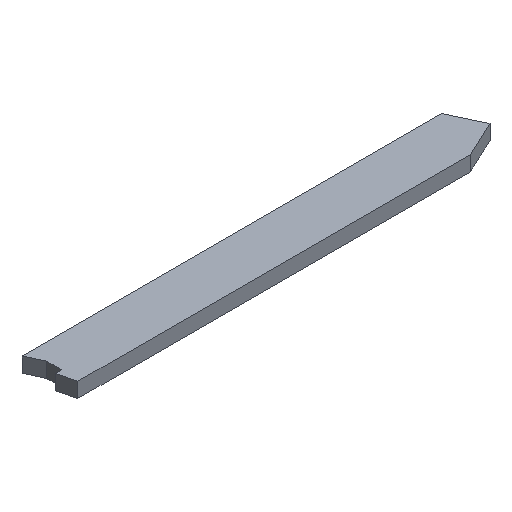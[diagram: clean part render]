
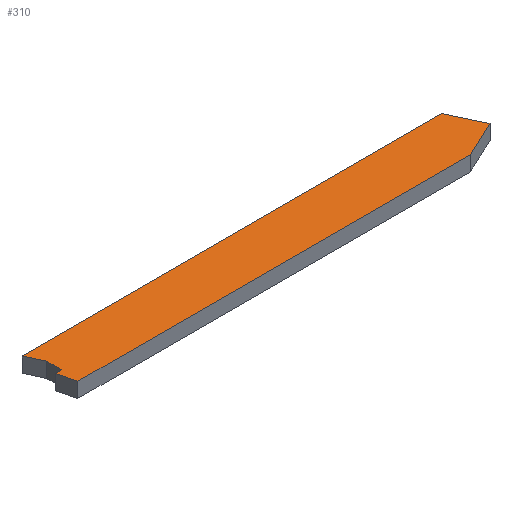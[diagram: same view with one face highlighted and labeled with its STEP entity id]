
A CAD part, isometric view. The second image highlights one B-rep face of the part: STEP entity #310.
In plain terms, the highlighted planar face has unit normal (0, 0, 1).
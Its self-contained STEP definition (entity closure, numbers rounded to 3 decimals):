
#42=CARTESIAN_POINT('Vertex',(0.,0.,6.)) ;
#56=CARTESIAN_POINT('Vertex',(157.462,0.,6.)) ;
#59=CARTESIAN_POINT('Line Origine',(78.731,0.,6.)) ;
#87=CARTESIAN_POINT('Vertex',(172.17,6.859,6.)) ;
#90=CARTESIAN_POINT('Line Origine',(164.816,3.429,6.)) ;
#118=CARTESIAN_POINT('Vertex',(166.042,20.,6.)) ;
#121=CARTESIAN_POINT('Line Origine',(169.106,13.429,6.)) ;
#149=CARTESIAN_POINT('Vertex',(-2.458,20.,6.)) ;
#152=CARTESIAN_POINT('Line Origine',(81.792,20.,6.)) ;
#180=CARTESIAN_POINT('Vertex',(0.695,13.239,6.)) ;
#183=CARTESIAN_POINT('Line Origine',(-0.881,16.619,6.)) ;
#211=CARTESIAN_POINT('Vertex',(0.695,7.239,6.)) ;
#214=CARTESIAN_POINT('Line Origine',(0.695,10.239,6.)) ;
#242=CARTESIAN_POINT('Vertex',(-1.805,7.239,6.)) ;
#245=CARTESIAN_POINT('Line Origine',(-0.555,7.239,6.)) ;
#267=CARTESIAN_POINT('Line Origine',(-0.902,3.619,6.)) ;
#295=CARTESIAN_POINT('Axis2P3D Location',(0.,0.,6.)) ;
#61=VECTOR('Line Direction',#60,1.) ;
#92=VECTOR('Line Direction',#91,1.) ;
#123=VECTOR('Line Direction',#122,1.) ;
#154=VECTOR('Line Direction',#153,1.) ;
#185=VECTOR('Line Direction',#184,1.) ;
#216=VECTOR('Line Direction',#215,1.) ;
#247=VECTOR('Line Direction',#246,1.) ;
#269=VECTOR('Line Direction',#268,1.) ;
#60=DIRECTION('Vector Direction',(1.,0.,0.)) ;
#91=DIRECTION('Vector Direction',(0.906,0.423,0.)) ;
#122=DIRECTION('Vector Direction',(-0.423,0.906,0.)) ;
#153=DIRECTION('Vector Direction',(-1.,0.,0.)) ;
#184=DIRECTION('Vector Direction',(-0.423,0.906,0.)) ;
#215=DIRECTION('Vector Direction',(0.,1.,0.)) ;
#246=DIRECTION('Vector Direction',(1.,0.,0.)) ;
#268=DIRECTION('Vector Direction',(-0.242,0.97,0.)) ;
#296=DIRECTION('Axis2P3D Direction',(0.,0.,1.)) ;
#297=DIRECTION('Axis2P3D XDirection',(1.,0.,0.)) ;
#298=AXIS2_PLACEMENT_3D('Plane Axis2P3D',#295,#296,#297) ;
#62=LINE('Line',#59,#61) ;
#93=LINE('Line',#90,#92) ;
#124=LINE('Line',#121,#123) ;
#155=LINE('Line',#152,#154) ;
#186=LINE('Line',#183,#185) ;
#217=LINE('Line',#214,#216) ;
#248=LINE('Line',#245,#247) ;
#270=LINE('Line',#267,#269) ;
#299=PLANE('',#298) ;
#63=EDGE_CURVE('',#43,#57,#62,.T.) ;
#94=EDGE_CURVE('',#57,#88,#93,.T.) ;
#125=EDGE_CURVE('',#88,#119,#124,.T.) ;
#156=EDGE_CURVE('',#119,#150,#155,.T.) ;
#187=EDGE_CURVE('',#150,#181,#186,.F.) ;
#218=EDGE_CURVE('',#181,#212,#217,.F.) ;
#249=EDGE_CURVE('',#212,#243,#248,.F.) ;
#271=EDGE_CURVE('',#243,#43,#270,.F.) ;
#301=ORIENTED_EDGE('',*,*,#63,.T.) ;
#302=ORIENTED_EDGE('',*,*,#94,.T.) ;
#303=ORIENTED_EDGE('',*,*,#125,.T.) ;
#304=ORIENTED_EDGE('',*,*,#156,.T.) ;
#305=ORIENTED_EDGE('',*,*,#187,.T.) ;
#306=ORIENTED_EDGE('',*,*,#218,.T.) ;
#307=ORIENTED_EDGE('',*,*,#249,.T.) ;
#308=ORIENTED_EDGE('',*,*,#271,.T.) ;
#300=EDGE_LOOP('',(#301,#302,#303,#304,#305,#306,#307,#308)) ;
#43=VERTEX_POINT('',#42) ;
#57=VERTEX_POINT('',#56) ;
#88=VERTEX_POINT('',#87) ;
#119=VERTEX_POINT('',#118) ;
#150=VERTEX_POINT('',#149) ;
#181=VERTEX_POINT('',#180) ;
#212=VERTEX_POINT('',#211) ;
#243=VERTEX_POINT('',#242) ;
#310=ADVANCED_FACE('PartBody',(#309),#299,.T.) ;
#309=FACE_OUTER_BOUND('',#300,.T.) ;
